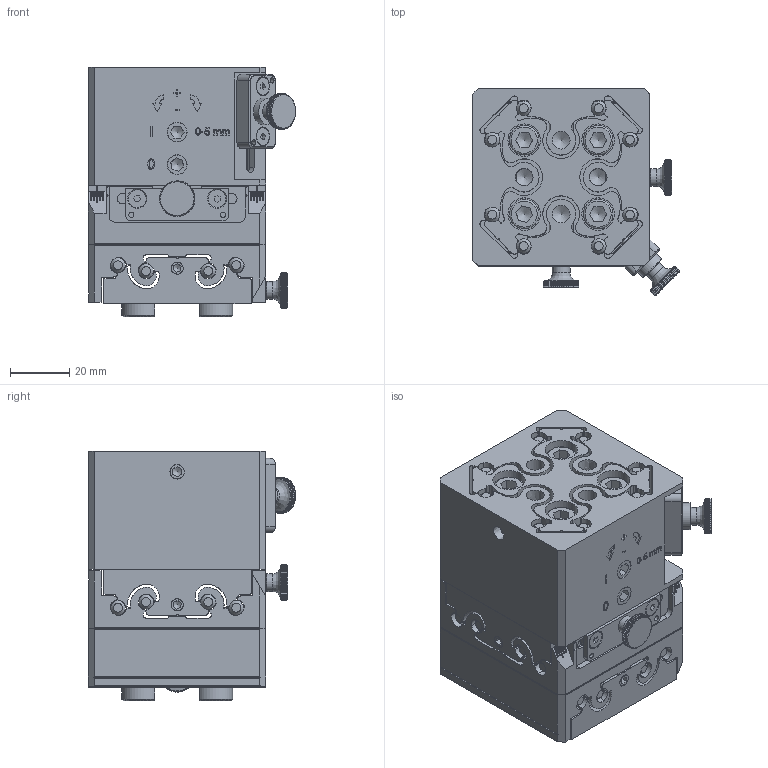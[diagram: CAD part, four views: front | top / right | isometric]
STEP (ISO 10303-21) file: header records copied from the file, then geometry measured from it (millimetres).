
FILE_DESCRIPTION((''),'2;1');
FILE_NAME('SM1000N_A.stp','2011-03-23T06:35:16',('Hans Feuerhake'),(''),'Autodesk Inventor 2010','Autodesk Inventor 2010','');
FILE_SCHEMA(('AUTOMOTIVE_DESIGN { 1 0 10303 214 1 1 1 1 }'));
Length unit declared in the file: millimetre
Products named in the file (27): SM1000N_A; ME1501000N-A_A; ME1501000N-B_A; ME1501000N-C_A; ME1501000N-D_A; ME1501000N-E_A; ME1501000N-F_A; ME1501000N-G_A; ME1501000-H_A; ME1501000-I_A; ME1501000N-J_A; ME1501000S-K_A; DK0562030002_A; DK0913050201_A; DK0007050224_A; DK01790250506_A; DK7991030061_A; DK6325020184_A; DK6912040082_A; DK7991030101_A; DK01720300809_A; DK01790300612_A; DK0914080202_A; DK6325030264_A; MK1700061_A; DK0912060351_A; DK0914060121_A
Assembly tree (76 placements, depth 2):
  SM1000N_A
    ME1501000N-A_A  x2
    ME1501000N-B_A  x2
    ME1501000N-C_A  x2
    ME1501000N-D_A
    ME1501000N-E_A
    ME1501000N-F_A
    ME1501000N-G_A  x2
    ME1501000-H_A  x8
    ME1501000-I_A  x8
    ME1501000N-J_A
    ME1501000S-K_A
    DK0562030002_A  x6
    DK0913050201_A  x4
    DK0007050224_A
    DK01790250506_A  x4
    DK7991030061_A  x4
    DK6325020184_A  x2
    DK6912040082_A  x8
    DK7991030101_A  x2
    DK01720300809_A
    DK01790300612_A
    DK0914080202_A  x3
    DK6325030264_A
    MK1700061_A  x4
    DK0912060351_A  x4
    DK0914060121_A  x2
Bounding box: 70.03 x 70.04 x 84.5 mm (x, y, z)
Volume: 251676.5 mm3; surface area: 140716.4 mm2
Topology: 76 solids, 76 shells, 2572 faces, 7022 edges, 4627 vertices
Faces by surface type: plane 1340, cylinder 715, bspline 344, cone 162, torus 11
Full cylindrical faces by diameter (mm): 1.8 x4, 2 x8, 2.5 x6, 3 x9, 4 x8, 5 x25, 5.6 x1, 6 x17, 6.5 x4, 6.6 x4, 7 x8, 8 x3, 9 x1, 10 x4, 12.5 x4, 14 x2
Entity records: 53917 total; most frequent: CARTESIAN_POINT 14637, ORIENTED_EDGE 8418, DIRECTION 7282, EDGE_CURVE 4209, VERTEX_POINT 2870, VECTOR 2434, LINE 2434, AXIS2_PLACEMENT_3D 2424
